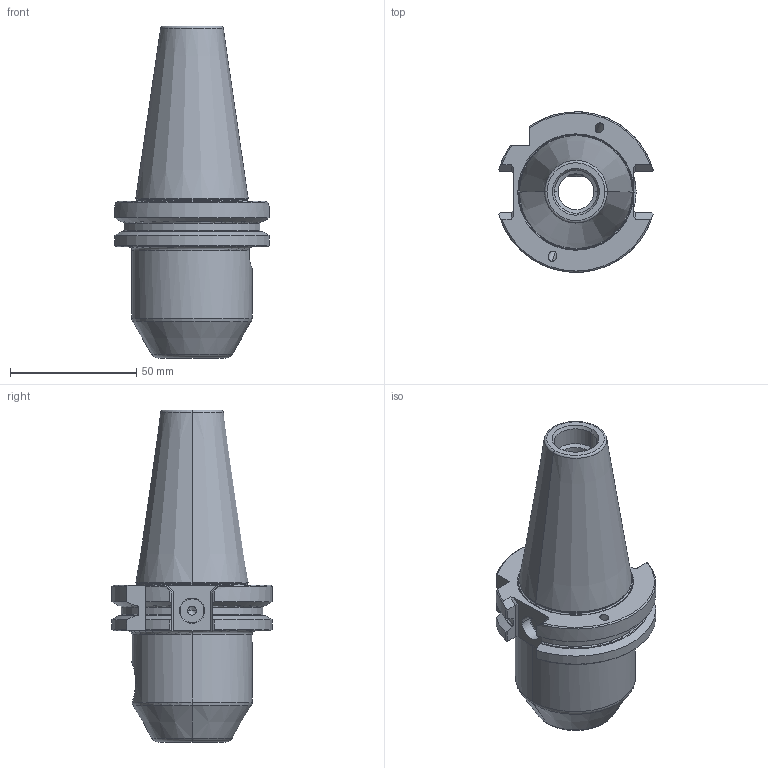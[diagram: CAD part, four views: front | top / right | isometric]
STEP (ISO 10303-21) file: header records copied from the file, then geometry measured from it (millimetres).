
FILE_DESCRIPTION(('no description'),'unknown implementation level');
FILE_NAME('32151166-FA50-4FDE-B36F-CDB98F69CE87_export.stp',' ',('CIMSOURCE GmbH'),('CADClick - KiM GmbH - www.kimweb.de'),'unknown preprocess','ACIS','unknown authorization');
FILE_SCHEMA(('automotive_design'));
Length unit declared in the file: millimetre
Products named in the file (2): 490.116 Kaiser SK40B_VBD X D16B X 63|490.116 Kaiser SK40B_VBD X D16B X 63_Standard;NONE; 490.116 Kaiser SK40B_VBD X D16B X 63|690.481 Kaiser ETL M14 X 16_Standard;NONE
Bounding box: 61.02 x 63.34 x 131.25 mm (x, y, z)
Volume: 160815.9 mm3; surface area: 30463 mm2
Topology: 2 solids, 2 shells, 189 faces, 485 edges, 301 vertices
Faces by surface type: plane 62, cylinder 59, cone 46, torus 22
Entity records: 11885 total; most frequent: CARTESIAN_POINT 1836, DIRECTION 1001, STYLED_ITEM 971, PRESENTATION_STYLE_ASSIGNMENT 971, COLOUR_RGB 971, ORIENTED_EDGE 958, EDGE_CURVE 479, CURVE_STYLE 479
